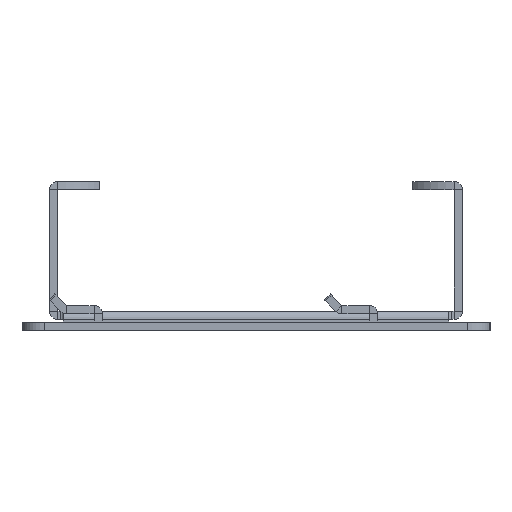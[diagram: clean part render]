
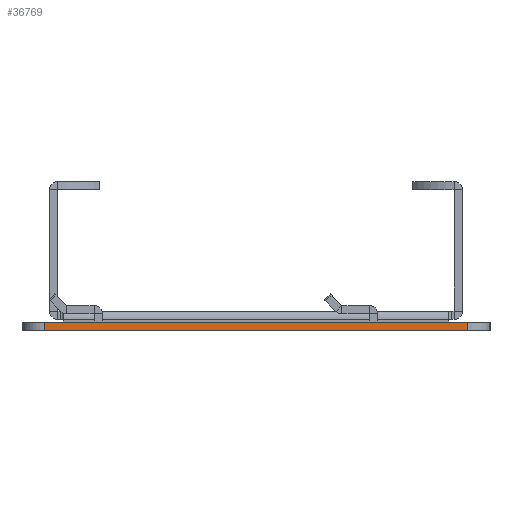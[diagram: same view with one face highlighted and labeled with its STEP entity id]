
A CAD part, left-side view. The second image highlights one B-rep face of the part: STEP entity #36769.
In plain terms, the highlighted planar face has unit normal (-1, 0, 0).
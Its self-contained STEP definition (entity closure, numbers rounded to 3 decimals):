
#9198 = EDGE_CURVE ( 'NONE', #30313, #29291, #11343, .T. ) ;
#9205 = EDGE_CURVE ( 'NONE', #29272, #30339, #11392, .T. ) ;
#11343 = LINE ( 'NONE', #11361, #14086 ) ;
#11361 = CARTESIAN_POINT ( 'NONE',  ( -575.01, 38.5, -1.25 ) ) ;
#11366 = DIRECTION ( 'NONE',  ( 0., 0., -1. ) ) ;
#11392 = LINE ( 'NONE', #11409, #13549 ) ;
#11409 = CARTESIAN_POINT ( 'NONE',  ( -575.01, -38.5, -0.5 ) ) ;
#11413 = DIRECTION ( 'NONE',  ( 0., 0., 1. ) ) ;
#12925 = EDGE_LOOP ( 'NONE', ( #15438, #15439, #15440, #15441 ) ) ;
#13549 = VECTOR ( 'NONE', #11413, 1000. ) ;
#14086 = VECTOR ( 'NONE', #11366, 1000. ) ;
#15438 = ORIENTED_EDGE ( 'NONE', *, *, #51392, .T. ) ;
#15439 = ORIENTED_EDGE ( 'NONE', *, *, #9198, .T. ) ;
#15440 = ORIENTED_EDGE ( 'NONE', *, *, #51197, .T. ) ;
#15441 = ORIENTED_EDGE ( 'NONE', *, *, #9205, .T. ) ;
#24540 = VECTOR ( 'NONE', #43043, 1000. ) ;
#24584 = VECTOR ( 'NONE', #42460, 1000. ) ;
#29272 = VERTEX_POINT ( 'NONE', #49707 ) ;
#29291 = VERTEX_POINT ( 'NONE', #49719 ) ;
#30313 = VERTEX_POINT ( 'NONE', #47370 ) ;
#30339 = VERTEX_POINT ( 'NONE', #47385 ) ;
#32926 = AXIS2_PLACEMENT_3D ( 'NONE', #46543, #46550, #46551 ) ;
#36769 = ADVANCED_FACE ( 'NONE', ( #46547 ), #46548, .T. ) ;
#42449 = LINE ( 'NONE', #42459, #24584 ) ;
#42459 = CARTESIAN_POINT ( 'NONE',  ( -575.01, -66.266, -2. ) ) ;
#42460 = DIRECTION ( 'NONE',  ( 0., -1., 0. ) ) ;
#43035 = LINE ( 'NONE', #43036, #24540 ) ;
#43036 = CARTESIAN_POINT ( 'NONE',  ( -575.01, -66.266, -0.5 ) ) ;
#43043 = DIRECTION ( 'NONE',  ( 0., 1., 0. ) ) ;
#46543 = CARTESIAN_POINT ( 'NONE',  ( -575.01, -66.266, -1.25 ) ) ;
#46547 = FACE_OUTER_BOUND ( 'NONE', #12925, .T. ) ;
#46548 = PLANE ( 'NONE',  #32926 ) ;
#46550 = DIRECTION ( 'NONE',  ( -1., 0., 0. ) ) ;
#46551 = DIRECTION ( 'NONE',  ( 0., 0., 1. ) ) ;
#47370 = CARTESIAN_POINT ( 'NONE',  ( -575.01, 38.5, -0.5 ) ) ;
#47385 = CARTESIAN_POINT ( 'NONE',  ( -575.01, -38.5, -0.5 ) ) ;
#49707 = CARTESIAN_POINT ( 'NONE',  ( -575.01, -38.5, -2. ) ) ;
#49719 = CARTESIAN_POINT ( 'NONE',  ( -575.01, 38.5, -2. ) ) ;
#51197 = EDGE_CURVE ( 'NONE', #29291, #29272, #42449, .T. ) ;
#51392 = EDGE_CURVE ( 'NONE', #30339, #30313, #43035, .T. ) ;
